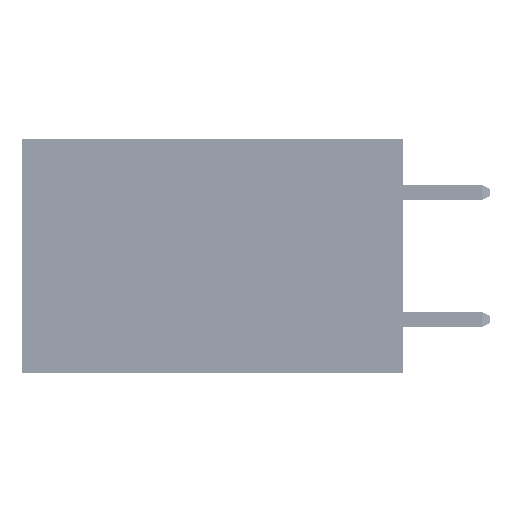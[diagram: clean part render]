
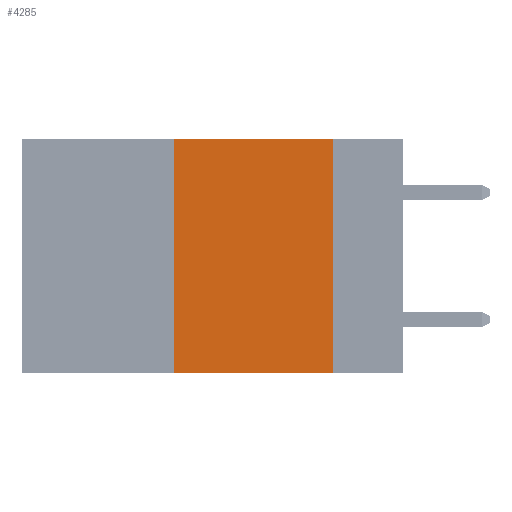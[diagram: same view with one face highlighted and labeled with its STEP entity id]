
A CAD part, left-side view. The second image highlights one B-rep face of the part: STEP entity #4285.
In plain terms, the highlighted planar face has unit normal (-1, 0, 0).
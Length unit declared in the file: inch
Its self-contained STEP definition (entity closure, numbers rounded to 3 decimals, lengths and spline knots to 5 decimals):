
#240 = EDGE_CURVE ( 'NONE', #20599, #12120, #15387, .T. ) ;
#403 = CARTESIAN_POINT ( 'NONE',  ( 0., 0.6, -0.37 ) ) ;
#1334 = CARTESIAN_POINT ( 'NONE',  ( 0., 0.36, -0.37 ) ) ;
#2053 = CARTESIAN_POINT ( 'NONE',  ( 0., 0.6, 0. ) ) ;
#2584 = CARTESIAN_POINT ( 'NONE',  ( 0., 0.11, 0. ) ) ;
#4134 = ORIENTED_EDGE ( 'NONE', *, *, #26943, .F. ) ;
#4285 = ADVANCED_FACE ( 'NONE', ( #38981 ), #25502, .F. ) ;
#5622 = EDGE_LOOP ( 'NONE', ( #4134, #21867, #13673, #11285 ) ) ;
#5724 = DIRECTION ( 'NONE',  ( 0., -1., 0. ) ) ;
#9113 = EDGE_CURVE ( 'NONE', #20599, #29837, #49245, .T. ) ;
#10367 = CARTESIAN_POINT ( 'NONE',  ( 0., 0.6, 0. ) ) ;
#10741 = CARTESIAN_POINT ( 'NONE',  ( 0., 0.36, 0. ) ) ;
#11285 = ORIENTED_EDGE ( 'NONE', *, *, #9113, .T. ) ;
#11394 = LINE ( 'NONE', #2584, #40054 ) ;
#12120 = VERTEX_POINT ( 'NONE', #40405 ) ;
#13673 = ORIENTED_EDGE ( 'NONE', *, *, #240, .F. ) ;
#14198 = DIRECTION ( 'NONE',  ( 0., 0., -1. ) ) ;
#15387 = LINE ( 'NONE', #10741, #33282 ) ;
#15651 = EDGE_CURVE ( 'NONE', #12120, #35891, #44118, .T. ) ;
#20599 = VERTEX_POINT ( 'NONE', #1334 ) ;
#20884 = CARTESIAN_POINT ( 'NONE',  ( 0., 0.11, 0. ) ) ;
#21867 = ORIENTED_EDGE ( 'NONE', *, *, #15651, .F. ) ;
#25362 = VECTOR ( 'NONE', #32055, 39.37008 ) ;
#25502 = PLANE ( 'NONE',  #36347 ) ;
#25520 = CARTESIAN_POINT ( 'NONE',  ( 0., 0.11, -0.37 ) ) ;
#26943 = EDGE_CURVE ( 'NONE', #35891, #29837, #11394, .T. ) ;
#29662 = DIRECTION ( 'NONE',  ( 1., 0., 0. ) ) ;
#29837 = VERTEX_POINT ( 'NONE', #25520 ) ;
#31538 = VECTOR ( 'NONE', #5724, 39.37008 ) ;
#32055 = DIRECTION ( 'NONE',  ( 0., -1., 0. ) ) ;
#33079 = DIRECTION ( 'NONE',  ( 0., 0., -1. ) ) ;
#33282 = VECTOR ( 'NONE', #37912, 39.37008 ) ;
#35891 = VERTEX_POINT ( 'NONE', #20884 ) ;
#36347 = AXIS2_PLACEMENT_3D ( 'NONE', #10367, #29662, #14198 ) ;
#37912 = DIRECTION ( 'NONE',  ( 0., 0., 1. ) ) ;
#38981 = FACE_OUTER_BOUND ( 'NONE', #5622, .T. ) ;
#40054 = VECTOR ( 'NONE', #33079, 39.37008 ) ;
#40405 = CARTESIAN_POINT ( 'NONE',  ( 0., 0.36, 0. ) ) ;
#44118 = LINE ( 'NONE', #2053, #31538 ) ;
#49245 = LINE ( 'NONE', #403, #25362 ) ;
